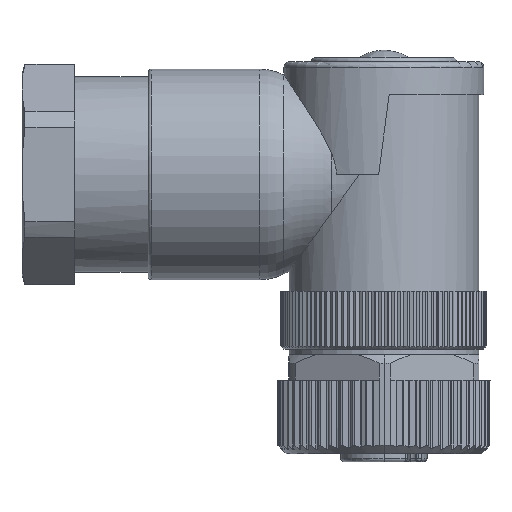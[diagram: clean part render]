
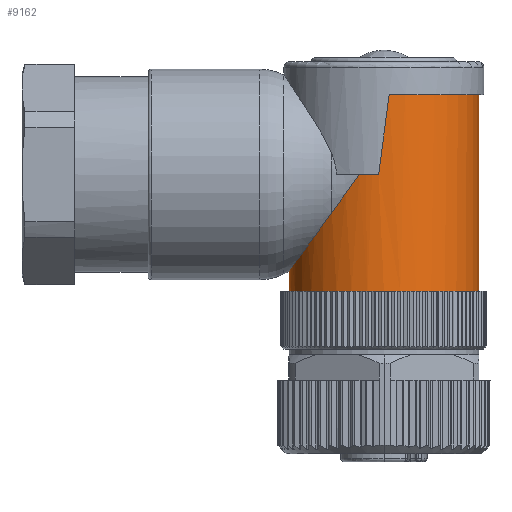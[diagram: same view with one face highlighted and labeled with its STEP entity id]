
A CAD part, left-side view. The second image highlights one B-rep face of the part: STEP entity #9162.
In plain terms, the highlighted cylindrical face has radius 9 mm (diameter 18 mm), a partial arc.
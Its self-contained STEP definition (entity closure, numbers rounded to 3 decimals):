
#9043=AXIS2_PLACEMENT_3D('Circle Axis2P3D',#9041,#9042,$) ;
#9096=AXIS2_PLACEMENT_3D('Cylinder Axis2P3D',#9093,#9094,#9095) ;
#9100=AXIS2_PLACEMENT_3D('Circle Axis2P3D',#9098,#9099,$) ;
#9113=AXIS2_PLACEMENT_3D('Circle Axis2P3D',#9111,#9112,$) ;
#8809=CARTESIAN_POINT('Line Origine',(10.1,1.086,12.9)) ;
#8813=CARTESIAN_POINT('Vertex',(10.1,1.086,16.2)) ;
#8815=CARTESIAN_POINT('Vertex',(10.1,1.086,34.9)) ;
#8834=CARTESIAN_POINT('Vertex',(10.1,19.086,16.2)) ;
#8837=CARTESIAN_POINT('Line Origine',(10.1,19.086,12.9)) ;
#8841=CARTESIAN_POINT('Vertex',(10.1,19.086,18.099)) ;
#9041=CARTESIAN_POINT('Axis2P3D Location',(10.1,10.086,34.9)) ;
#9045=CARTESIAN_POINT('Vertex',(1.114,9.586,34.9)) ;
#9093=CARTESIAN_POINT('Axis2P3D Location',(10.1,10.086,12.9)) ;
#9098=CARTESIAN_POINT('Axis2P3D Location',(10.1,10.086,16.2)) ;
#9104=CARTESIAN_POINT('Control Point',(1.114,9.586,34.9)) ;
#9105=CARTESIAN_POINT('Control Point',(1.095,9.919,32.368)) ;
#9106=CARTESIAN_POINT('Control Point',(1.095,10.253,29.832)) ;
#9107=CARTESIAN_POINT('Control Point',(1.114,10.586,27.3)) ;
#9108=CARTESIAN_POINT('Vertex',(1.114,10.586,27.3)) ;
#9111=CARTESIAN_POINT('Axis2P3D Location',(10.1,10.086,27.3)) ;
#9115=CARTESIAN_POINT('Vertex',(1.41,12.431,27.3)) ;
#9119=CARTESIAN_POINT('Control Point',(2.582,15.035,23.677)) ;
#9120=CARTESIAN_POINT('Control Point',(2.022,14.184,24.84)) ;
#9121=CARTESIAN_POINT('Control Point',(1.644,13.296,26.065)) ;
#9122=CARTESIAN_POINT('Control Point',(1.41,12.431,27.3)) ;
#9123=CARTESIAN_POINT('Vertex',(2.582,15.035,23.677)) ;
#9127=CARTESIAN_POINT('Control Point',(3.973,16.679,21.437)) ;
#9128=CARTESIAN_POINT('Control Point',(3.418,16.164,22.141)) ;
#9129=CARTESIAN_POINT('Control Point',(2.96,15.608,22.894)) ;
#9130=CARTESIAN_POINT('Control Point',(2.582,15.035,23.677)) ;
#9131=CARTESIAN_POINT('Vertex',(3.973,16.679,21.437)) ;
#9135=CARTESIAN_POINT('Control Point',(6.546,18.355,19.128)) ;
#9136=CARTESIAN_POINT('Control Point',(5.769,18.021,19.594)) ;
#9137=CARTESIAN_POINT('Control Point',(5.085,17.612,20.158)) ;
#9138=CARTESIAN_POINT('Control Point',(4.49,17.159,20.781)) ;
#9139=CARTESIAN_POINT('Control Point',(3.973,16.679,21.437)) ;
#9140=CARTESIAN_POINT('Vertex',(6.546,18.355,19.128)) ;
#9144=CARTESIAN_POINT('Control Point',(10.1,19.086,18.099)) ;
#9145=CARTESIAN_POINT('Control Point',(9.142,19.086,18.099)) ;
#9146=CARTESIAN_POINT('Control Point',(8.189,18.949,18.308)) ;
#9147=CARTESIAN_POINT('Control Point',(7.316,18.686,18.666)) ;
#9148=CARTESIAN_POINT('Control Point',(6.546,18.355,19.128)) ;
#8810=DIRECTION('Vector Direction',(0.,0.,1.)) ;
#8838=DIRECTION('Vector Direction',(0.,0.,1.)) ;
#9042=DIRECTION('Axis2P3D Direction',(0.,0.,-1.)) ;
#9094=DIRECTION('Axis2P3D Direction',(0.,0.,1.)) ;
#9095=DIRECTION('Axis2P3D XDirection',(0.,1.,0.)) ;
#9099=DIRECTION('Axis2P3D Direction',(0.,0.,1.)) ;
#9112=DIRECTION('Axis2P3D Direction',(0.,0.,1.)) ;
#8811=VECTOR('Line Direction',#8810,1.) ;
#8839=VECTOR('Line Direction',#8838,1.) ;
#9151=ORIENTED_EDGE('',*,*,#8843,.T.) ;
#9152=ORIENTED_EDGE('',*,*,#9102,.T.) ;
#9153=ORIENTED_EDGE('',*,*,#8817,.T.) ;
#9154=ORIENTED_EDGE('',*,*,#9047,.T.) ;
#9155=ORIENTED_EDGE('',*,*,#9110,.T.) ;
#9156=ORIENTED_EDGE('',*,*,#9117,.F.) ;
#9157=ORIENTED_EDGE('',*,*,#9125,.F.) ;
#9158=ORIENTED_EDGE('',*,*,#9133,.F.) ;
#9159=ORIENTED_EDGE('',*,*,#9142,.F.) ;
#9160=ORIENTED_EDGE('',*,*,#9149,.F.) ;
#9162=ADVANCED_FACE('Hauptk\X2\00F6\X0\rper',(#9161),#9097,.T.) ;
#9103=B_SPLINE_CURVE_WITH_KNOTS('',3,(#9104,#9105,#9106,#9107),.UNSPECIFIED.,.F.,.U.,(4,4),(0.,10.89),.UNSPECIFIED.) ;
#9118=B_SPLINE_CURVE_WITH_KNOTS('',3,(#9119,#9120,#9121,#9122),.UNSPECIFIED.,.F.,.U.,(4,4),(4.414,10.966),.UNSPECIFIED.) ;
#9126=B_SPLINE_CURVE_WITH_KNOTS('',3,(#9127,#9128,#9129,#9130),.UNSPECIFIED.,.F.,.U.,(4,4),(0.,4.414),.UNSPECIFIED.) ;
#9134=B_SPLINE_CURVE_WITH_KNOTS('',4,(#9135,#9136,#9137,#9138,#9139),.UNSPECIFIED.,.F.,.U.,(5,5),(0.,5.484),.UNSPECIFIED.) ;
#9143=B_SPLINE_CURVE_WITH_KNOTS('',4,(#9144,#9145,#9146,#9147,#9148),.UNSPECIFIED.,.F.,.U.,(5,5),(0.,5.429),.UNSPECIFIED.) ;
#9044=CIRCLE('generated circle',#9043,9.) ;
#9101=CIRCLE('generated circle',#9100,9.) ;
#9114=CIRCLE('generated circle',#9113,9.) ;
#9097=CYLINDRICAL_SURFACE('generated cylinder',#9096,9.) ;
#8817=EDGE_CURVE('',#8814,#8816,#8812,.T.) ;
#8843=EDGE_CURVE('',#8842,#8835,#8840,.F.) ;
#9047=EDGE_CURVE('',#8816,#9046,#9044,.T.) ;
#9102=EDGE_CURVE('',#8835,#8814,#9101,.T.) ;
#9110=EDGE_CURVE('',#9046,#9109,#9103,.T.) ;
#9117=EDGE_CURVE('',#9116,#9109,#9114,.T.) ;
#9125=EDGE_CURVE('',#9124,#9116,#9118,.T.) ;
#9133=EDGE_CURVE('',#9132,#9124,#9126,.T.) ;
#9142=EDGE_CURVE('',#9141,#9132,#9134,.T.) ;
#9149=EDGE_CURVE('',#8842,#9141,#9143,.T.) ;
#9150=EDGE_LOOP('',(#9151,#9152,#9153,#9154,#9155,#9156,#9157,#9158,#9159,#9160)) ;
#9161=FACE_OUTER_BOUND('',#9150,.T.) ;
#8812=LINE('Line',#8809,#8811) ;
#8840=LINE('Line',#8837,#8839) ;
#8814=VERTEX_POINT('',#8813) ;
#8816=VERTEX_POINT('',#8815) ;
#8835=VERTEX_POINT('',#8834) ;
#8842=VERTEX_POINT('',#8841) ;
#9046=VERTEX_POINT('',#9045) ;
#9109=VERTEX_POINT('',#9108) ;
#9116=VERTEX_POINT('',#9115) ;
#9124=VERTEX_POINT('',#9123) ;
#9132=VERTEX_POINT('',#9131) ;
#9141=VERTEX_POINT('',#9140) ;
